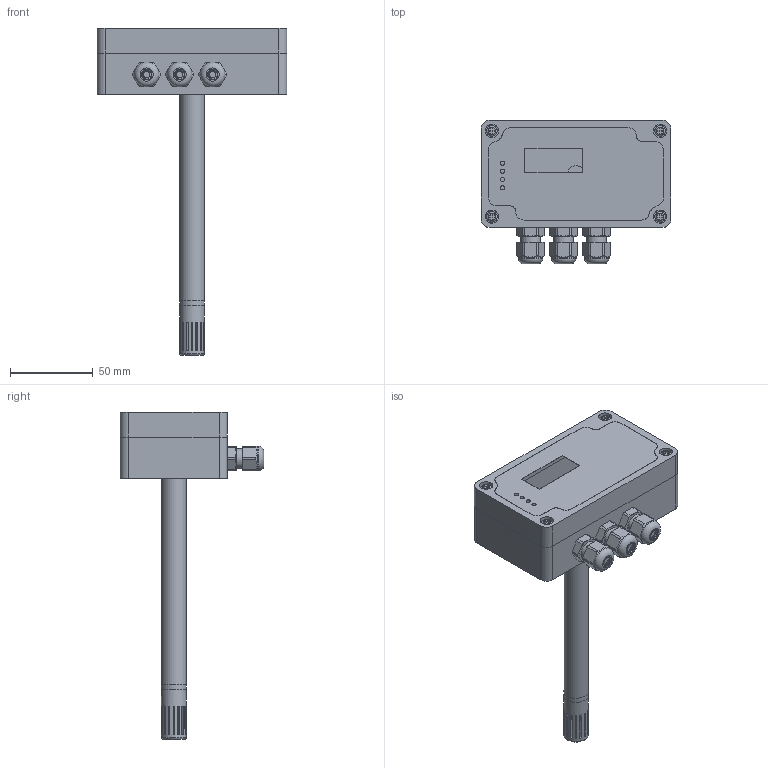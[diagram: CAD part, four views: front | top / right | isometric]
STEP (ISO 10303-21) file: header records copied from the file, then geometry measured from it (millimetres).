
FILE_DESCRIPTION(/* description */ (''),/* implementation_level */ '2;1');
FILE_NAME(/* name */ 'Mi-xxxL3xx.step',/* time_stamp */ '2021-07-20T10:35:31+02:00',/* author */ (''),/* organization */ (''),/* preprocessor_version */ 'ST-DEVELOPER v18.1',/* originating_system */ 'Autodesk Translation Framework v10.9.0.1377',/* authorisation */ '');
FILE_SCHEMA (('AUTOMOTIVE_DESIGN { 1 0 10303 214 3 1 1 }'));
Length unit declared in the file: millimetre
Products named in the file (6): Mi-xxxL3xx; M12_dlawnica; sruba_M4; Tuleja_L3; Filtr_R3; G1/4_PG7_prostokat
Assembly tree (10 placements, depth 3):
  Mi-xxxL3xx
    M12_dlawnica  x3
    sruba_M4  x4
    Tuleja_L3
      Filtr_R3
      G1/4_PG7_prostokat
Bounding box: 115 x 87 x 198.3 mm (x, y, z)
Volume: 97652.4 mm3; surface area: 85891.5 mm2
Topology: 16 solids, 16 shells, 563 faces, 1458 edges, 952 vertices
Faces by surface type: plane 284, cylinder 186, cone 48, bspline 24, torus 21
Full cylindrical faces by diameter (mm): 2.5 x4, 4 x15, 5 x2, 5.5 x3, 6.5 x4, 8 x9, 9.957 x3, 10 x4, 10.526 x5, 11.08 x4, 11.445 x5, 12 x7, 12.203 x5, 12.3 x5, 15 x6
Entity records: 18902 total; most frequent: CARTESIAN_POINT 8836, ORIENTED_EDGE 2108, DIRECTION 2002, EDGE_CURVE 1054, AXIS2_PLACEMENT_3D 713, VERTEX_POINT 696, LINE 576, VECTOR 576
